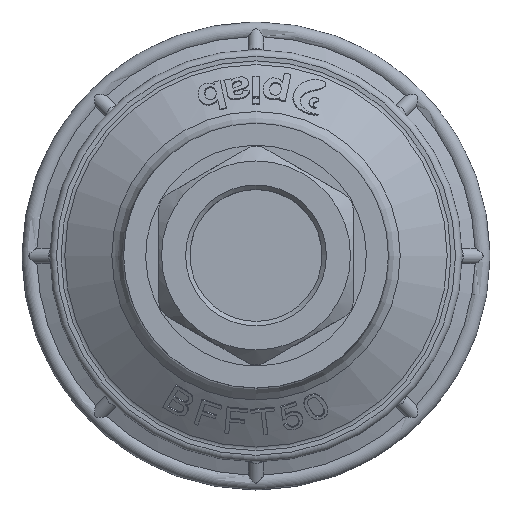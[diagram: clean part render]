
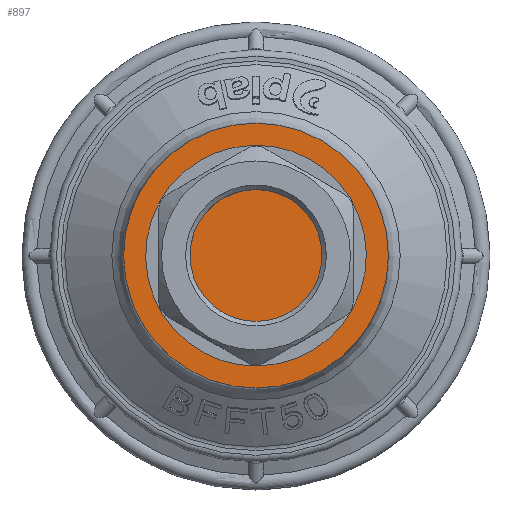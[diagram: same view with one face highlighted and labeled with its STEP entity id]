
A CAD part, top view. The second image highlights one B-rep face of the part: STEP entity #897.
In plain terms, the highlighted planar face has unit normal (0, 0, 1).
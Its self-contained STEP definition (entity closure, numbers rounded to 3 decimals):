
#897 = ADVANCED_FACE( '', ( #1943 ), #1944, .F. );
#1943 = FACE_OUTER_BOUND( '', #5075, .T. );
#1944 = PLANE( '', #5076 );
#5075 = EDGE_LOOP( '', ( #8966 ) );
#5076 = AXIS2_PLACEMENT_3D( '', #8967, #8968, #8969 );
#8966 = ORIENTED_EDGE( '', *, *, #11203, .F. );
#8967 = CARTESIAN_POINT( '', ( -14.15, 0., 26.216 ) );
#8968 = DIRECTION( '', ( 0., 0., -1. ) );
#8969 = DIRECTION( '', ( -1., 0., 0. ) );
#11203 = EDGE_CURVE( '', #13049, #13049, #13050, .T. );
#13049 = VERTEX_POINT( '', #17488 );
#13050 = CIRCLE( '', #17489, 15. );
#17488 = CARTESIAN_POINT( '', ( -15., 0., 26.216 ) );
#17489 = AXIS2_PLACEMENT_3D( '', #19290, #19291, #19292 );
#19290 = CARTESIAN_POINT( '', ( 0., 0., 26.216 ) );
#19291 = DIRECTION( '', ( 0., 0., -1. ) );
#19292 = DIRECTION( '', ( -1., 0., 0. ) );
